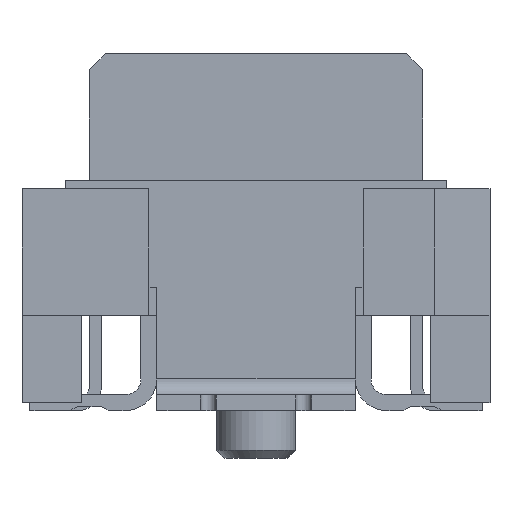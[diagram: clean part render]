
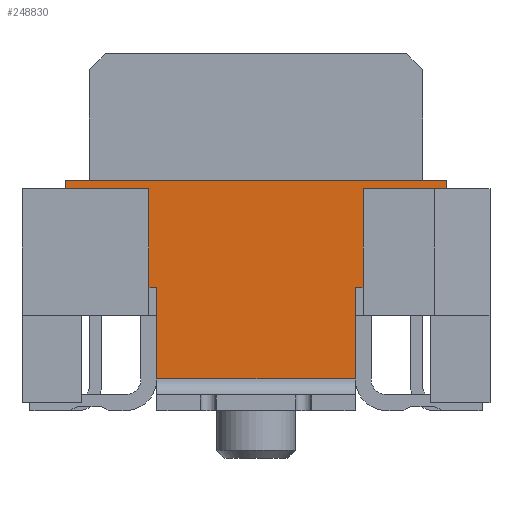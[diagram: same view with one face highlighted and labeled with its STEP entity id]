
A CAD part, front view. The second image highlights one B-rep face of the part: STEP entity #248830.
In plain terms, the highlighted planar face has unit normal (0, -1, 0).
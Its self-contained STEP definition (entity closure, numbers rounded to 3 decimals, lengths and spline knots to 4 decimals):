
#46510=CARTESIAN_POINT('',(-3.759,-2.41,1.8078));
#46520=VERTEX_POINT('',#46510);
#46550=CARTESIAN_POINT('',(0.,-2.41,1.8078));
#46560=DIRECTION('',(-1.,0.,0.));
#46570=VECTOR('',#46560,1.);
#46580=LINE('',#46550,#46570);
#46590=CARTESIAN_POINT('',(-2.709,-2.41,1.8078));
#46600=VERTEX_POINT('',#46590);
#46610=EDGE_CURVE('',#46600,#46520,#46580,.T.);
#92280=CARTESIAN_POINT('',(-0.109,-2.41,-0.5922))
;
#92290=VERTEX_POINT('',#92280);
#92340=CARTESIAN_POINT('',(-0.109,-2.41,0.));
#92350=DIRECTION('',(0.,0.,-1.));
#92360=VECTOR('',#92350,1.);
#92370=LINE('',#92340,#92360);
#92380=CARTESIAN_POINT('',(-0.109,-2.41,0.5578));
#92390=VERTEX_POINT('',#92380);
#92400=EDGE_CURVE('',#92390,#92290,#92370,.T.);
#97170=CARTESIAN_POINT('',(-2.609,-2.41,0.5578));
#97180=VERTEX_POINT('',#97170);
#97210=CARTESIAN_POINT('',(-2.609,-2.41,0.));
#97220=DIRECTION('',(0.,0.,1.));
#97230=VECTOR('',#97220,1.);
#97240=LINE('',#97210,#97230);
#97250=CARTESIAN_POINT('',(-2.609,-2.41,-0.5922));
#97260=VERTEX_POINT('',#97250);
#97270=EDGE_CURVE('',#97260,#97180,#97240,.T.);
#152830=CARTESIAN_POINT('',(1.041,-2.41,1.8078));
#152840=VERTEX_POINT('',#152830);
#152870=CARTESIAN_POINT('',(1.041,-2.41,0.));
#152880=DIRECTION('',(0.,0.,1.));
#152890=VECTOR('',#152880,1.);
#152900=LINE('',#152870,#152890);
#152910=CARTESIAN_POINT('',(1.041,-2.41,1.9078));
#152920=VERTEX_POINT('',#152910);
#152930=EDGE_CURVE('',#152840,#152920,#152900,.T.);
#163070=CARTESIAN_POINT('',(0.,-2.41,0.5578));
#163080=DIRECTION('',(1.,0.,0.));
#163090=VECTOR('',#163080,1.);
#163100=LINE('',#163070,#163090);
#163110=CARTESIAN_POINT('',(-2.709,-2.41,0.5578));
#163120=VERTEX_POINT('',#163110);
#163130=EDGE_CURVE('',#163120,#97180,#163100,.T.);
#215250=CARTESIAN_POINT('',(-3.759,-2.41,1.9078));
#215260=VERTEX_POINT('',#215250);
#215290=CARTESIAN_POINT('',(-3.759,-2.41,0.));
#215300=DIRECTION('',(0.,0.,-1.));
#215310=VECTOR('',#215300,1.);
#215320=LINE('',#215290,#215310);
#215330=EDGE_CURVE('',#215260,#46520,#215320,.T.);
#222600=CARTESIAN_POINT('',(-0.009,-2.41,0.5578
));
#222610=VERTEX_POINT('',#222600);
#222620=EDGE_CURVE('',#92390,#222610,#163100,.T.);
#232540=CARTESIAN_POINT('',(-0.009,-2.41,0.));
#232550=DIRECTION('',(0.,0.,1.));
#232560=VECTOR('',#232550,1.);
#232570=LINE('',#232540,#232560);
#232580=CARTESIAN_POINT('',(-0.009,-2.41,1.8078)
);
#232590=VERTEX_POINT('',#232580);
#232600=EDGE_CURVE('',#222610,#232590,#232570,.T.);
#248480=CARTESIAN_POINT('',(-2.609,-2.41,1.4078));
#248490=DIRECTION('',(-0.,-1.,-0.));
#248500=DIRECTION('',(-1.,0.,0.));
#248510=AXIS2_PLACEMENT_3D('',#248480,#248490,#248500);
#248520=PLANE('',#248510);
#248530=ORIENTED_EDGE('',*,*,#232600,.T.);
#248540=ORIENTED_EDGE('',*,*,#222620,.T.);
#248550=ORIENTED_EDGE('',*,*,#92400,.F.);
#248560=CARTESIAN_POINT('',(0.,-2.41,-0.5922));
#248570=DIRECTION('',(-1.,0.,0.));
#248580=VECTOR('',#248570,1.);
#248590=LINE('',#248560,#248580);
#248600=EDGE_CURVE('',#92290,#97260,#248590,.T.);
#248610=ORIENTED_EDGE('',*,*,#248600,.F.);
#248620=ORIENTED_EDGE('',*,*,#97270,.F.);
#248630=ORIENTED_EDGE('',*,*,#163130,.T.);
#248640=CARTESIAN_POINT('',(-2.709,-2.41,0.));
#248650=DIRECTION('',(0.,0.,-1.));
#248660=VECTOR('',#248650,1.);
#248670=LINE('',#248640,#248660);
#248680=EDGE_CURVE('',#46600,#163120,#248670,.T.);
#248690=ORIENTED_EDGE('',*,*,#248680,.T.);
#248700=ORIENTED_EDGE('',*,*,#46610,.F.);
#248710=ORIENTED_EDGE('',*,*,#215330,.T.);
#248720=CARTESIAN_POINT('',(0.,-2.41,1.9078));
#248730=DIRECTION('',(1.,0.,0.));
#248740=VECTOR('',#248730,1.);
#248750=LINE('',#248720,#248740);
#248760=EDGE_CURVE('',#215260,#152920,#248750,.T.);
#248770=ORIENTED_EDGE('',*,*,#248760,.F.);
#248780=ORIENTED_EDGE('',*,*,#152930,.T.);
#248790=EDGE_CURVE('',#152840,#232590,#46580,.T.);
#248800=ORIENTED_EDGE('',*,*,#248790,.F.);
#248810=EDGE_LOOP('',(#248800,#248780,#248770,#248710,#248700,#248690,
#248630,#248620,#248610,#248550,#248540,#248530));
#248820=FACE_OUTER_BOUND('',#248810,.T.);
#248830=ADVANCED_FACE('',(#248820),#248520,.T.);
